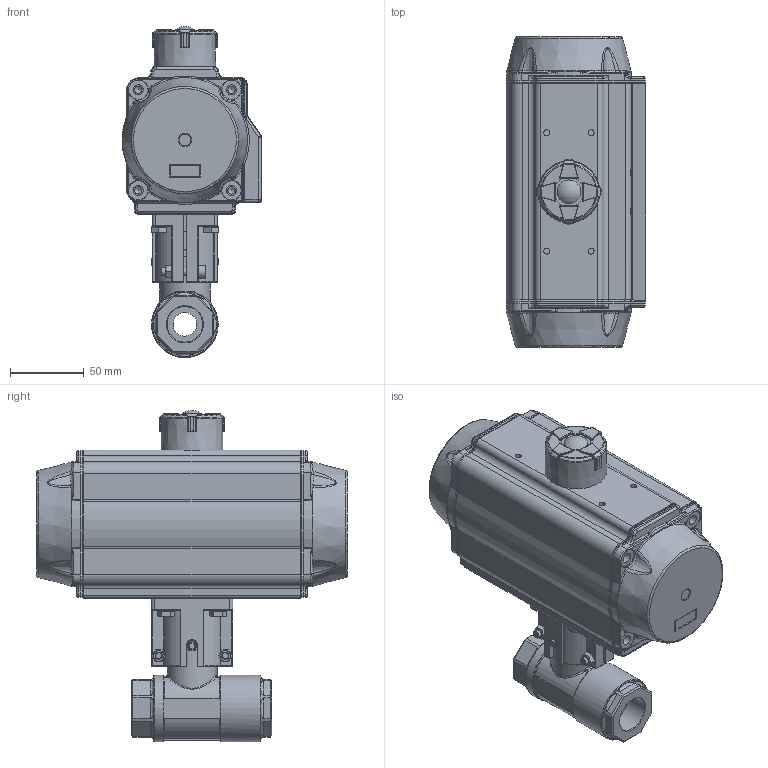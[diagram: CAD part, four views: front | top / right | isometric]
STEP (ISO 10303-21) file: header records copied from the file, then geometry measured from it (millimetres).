
FILE_DESCRIPTION(/* description */ ('Unknown'),/* implementation_level */ '2;1');
FILE_NAME(/* name */ 'PE03 0814-05',/* time_stamp */ '2025-03-28T10:58:25+01:00',/* author */ ('Unknown'),/* organization */ ('Unknown'),/* preprocessor_version */ 'ST-DEVELOPER v19.4',/* originating_system */ 'Solid Edge',/* authorisation */ 'Unknown');
FILE_SCHEMA (('AUTOMOTIVE_DESIGN {1 0 10303 214 3 1 1}'));
Products named in the file (18): PE030814-05; 814-05_Körper; 49860205_Spindeladapter Messing_SW14x14x15_Tasche 15x10x9 ; PD04_PE03; vt75-2016-06-25; VTE75埴詰; vt75-2016-06-25  酘傷裔; huosai75; Welle; Optische Anzeige; ______; ________(___________; cup head nib bolts with large head gb_GB_FASTENER_BOLT_CHNBW M6X25-N; 49899024_(Montage-Backen F05); Backen F05, Durchmesser 36; WUERTH 03225 hexagonal nut DIN 934  M5 A2 BLK_EDST; DIN912_M5x25; DIN 933 M6x22 A2-70 BLK_EDST
Assembly tree (27 placements, depth 4):
  PE030814-05
    814-05_Körper
    49860205_Spindeladapter Messing_SW14x14x15_Tasche 15x10x9 
    PD04_PE03
      vt75-2016-06-25
      VTE75埴詰
      vt75-2016-06-25  酘傷裔
      huosai75  x2
      Welle
      Optische Anzeige
        ______
        ________(___________  x4
        cup head nib bolts with large head gb_GB_FASTENER_BOLT_CHNBW M6X25-N
    49899024_(Montage-Backen F05)
      Backen F05, Durchmesser 36  x2
      WUERTH 03225 hexagonal nut DIN 934  M5 A2 BLK_EDST  x2
      DIN912_M5x25  x2
    DIN 933 M6x22 A2-70 BLK_EDST  x4
Bounding box: 94.39 x 210 x 223.81 mm (x, y, z)
Volume: 1064551.1 mm3; surface area: 309255.7 mm2
Topology: 24 solids, 24 shells, 3095 faces, 7581 edges, 4599 vertices
Faces by surface type: plane 912, cylinder 867, bspline 626, torus 445, cone 192, sphere 53
Full cylindrical faces by diameter (mm): 3 x16, 3.3 x8, 4.134 x10, 4.66 x1, 4.917 x13, 5 x2, 5.5 x1, 5.6 x4, 6 x5, 6.2 x1, 6.647 x6, 7 x4, 8.5 x2, 10 x4, 11.445 x2, 12 x2, 13 x10, 13.6 x1, 16 x1, 16.2 x1, 16.4 x1, 18 x2, 18.7 x1, 20 x7, 21 x12, 23 x2, 24.117 x4, 25 x1, 28.2 x1, 28.4 x1
Entity records: 90927 total; most frequent: CARTESIAN_POINT 40138, ORIENTED_EDGE 10620, DIRECTION 8829, EDGE_CURVE 5310, AXIS2_PLACEMENT_3D 3455, VERTEX_POINT 3418, FACE_BOUND 2742, EDGE_LOOP 2726
